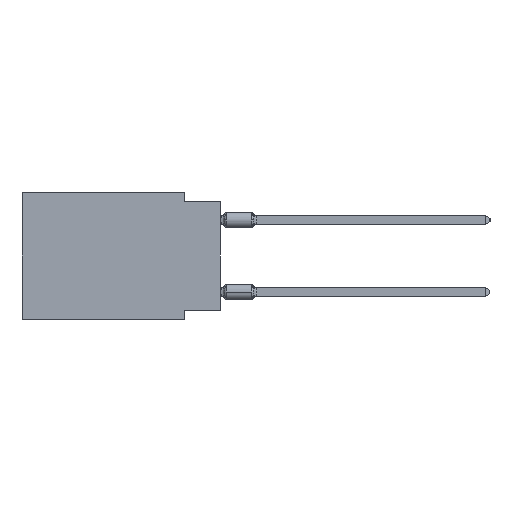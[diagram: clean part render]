
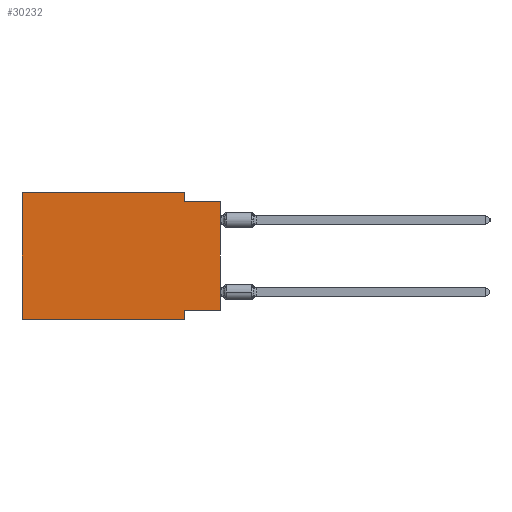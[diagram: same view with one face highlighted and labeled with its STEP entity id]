
A CAD part, left-side view. The second image highlights one B-rep face of the part: STEP entity #30232.
In plain terms, the highlighted planar face has unit normal (-1, 0, 0).
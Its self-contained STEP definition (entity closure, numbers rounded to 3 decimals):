
#608 = CARTESIAN_POINT ( 'NONE',  ( 0., 0., -0.635 ) ) ;
#1193 = CARTESIAN_POINT ( 'NONE',  ( 0., 0., 0. ) ) ;
#2237 = VECTOR ( 'NONE', #39397, 1000. ) ;
#8346 = VERTEX_POINT ( 'NONE', #11458 ) ;
#11458 = CARTESIAN_POINT ( 'NONE',  ( 0., 13.97, 0. ) ) ;
#11649 = CARTESIAN_POINT ( 'NONE',  ( 0., 2.54, -8.89 ) ) ;
#12678 = DIRECTION ( 'NONE',  ( 0., 0., 1. ) ) ;
#13351 = CARTESIAN_POINT ( 'NONE',  ( 0., 0., -8.255 ) ) ;
#14405 = VECTOR ( 'NONE', #31777, 1000. ) ;
#15231 = LINE ( 'NONE', #56045, #34837 ) ;
#16111 = LINE ( 'NONE', #31440, #14405 ) ;
#16508 = LINE ( 'NONE', #1193, #48783 ) ;
#16613 = DIRECTION ( 'NONE',  ( 0., -1., 0. ) ) ;
#17415 = DIRECTION ( 'NONE',  ( 1., 0., 0. ) ) ;
#17804 = CARTESIAN_POINT ( 'NONE',  ( 0., 13.97, -8.89 ) ) ;
#18104 = EDGE_CURVE ( 'NONE', #66456, #38438, #19434, .T. ) ;
#19101 = CARTESIAN_POINT ( 'NONE',  ( 0., 2.54, 0. ) ) ;
#19434 = LINE ( 'NONE', #19101, #68328 ) ;
#20435 = VERTEX_POINT ( 'NONE', #55984 ) ;
#22168 = ORIENTED_EDGE ( 'NONE', *, *, #29375, .F. ) ;
#25429 = CARTESIAN_POINT ( 'NONE',  ( 0., 2.54, 0. ) ) ;
#28061 = VECTOR ( 'NONE', #44995, 1000. ) ;
#29333 = LINE ( 'NONE', #40126, #28061 ) ;
#29375 = EDGE_CURVE ( 'NONE', #38438, #50780, #49003, .T. ) ;
#29840 = VECTOR ( 'NONE', #67598, 1000. ) ;
#30232 = ADVANCED_FACE ( 'NONE', ( #54674 ), #59882, .F. ) ;
#30794 = ORIENTED_EDGE ( 'NONE', *, *, #40587, .F. ) ;
#31440 = CARTESIAN_POINT ( 'NONE',  ( 0., 2.54, -8.89 ) ) ;
#31777 = DIRECTION ( 'NONE',  ( 0., 0., -1. ) ) ;
#32739 = DIRECTION ( 'NONE',  ( 0., 0., -1. ) ) ;
#34813 = ORIENTED_EDGE ( 'NONE', *, *, #18104, .F. ) ;
#34837 = VECTOR ( 'NONE', #68572, 1000. ) ;
#35574 = CARTESIAN_POINT ( 'NONE',  ( 0., 2.54, -0.635 ) ) ;
#38438 = VERTEX_POINT ( 'NONE', #35574 ) ;
#38542 = VECTOR ( 'NONE', #16613, 1000. ) ;
#39397 = DIRECTION ( 'NONE',  ( 0., -1., 0. ) ) ;
#39903 = EDGE_CURVE ( 'NONE', #20435, #8346, #29333, .T. ) ;
#40126 = CARTESIAN_POINT ( 'NONE',  ( 0., 13.97, 0. ) ) ;
#40587 = EDGE_CURVE ( 'NONE', #8346, #66456, #15231, .T. ) ;
#40838 = AXIS2_PLACEMENT_3D ( 'NONE', #43180, #17415, #32739 ) ;
#41761 = CARTESIAN_POINT ( 'NONE',  ( 0., 0., -0.635 ) ) ;
#43180 = CARTESIAN_POINT ( 'NONE',  ( 0., 13.97, 0. ) ) ;
#44995 = DIRECTION ( 'NONE',  ( 0., 0., 1. ) ) ;
#45123 = ORIENTED_EDGE ( 'NONE', *, *, #55265, .F. ) ;
#46067 = EDGE_CURVE ( 'NONE', #56579, #50780, #16508, .T. ) ;
#46103 = VERTEX_POINT ( 'NONE', #11649 ) ;
#46321 = EDGE_LOOP ( 'NONE', ( #47253, #22168, #34813, #30794, #55713, #61942, #67231, #45123 ) ) ;
#47253 = ORIENTED_EDGE ( 'NONE', *, *, #46067, .T. ) ;
#48783 = VECTOR ( 'NONE', #12678, 1000. ) ;
#49003 = LINE ( 'NONE', #608, #38542 ) ;
#50780 = VERTEX_POINT ( 'NONE', #41761 ) ;
#50859 = LINE ( 'NONE', #60651, #29840 ) ;
#52367 = EDGE_CURVE ( 'NONE', #20435, #46103, #66237, .T. ) ;
#54674 = FACE_OUTER_BOUND ( 'NONE', #46321, .T. ) ;
#55265 = EDGE_CURVE ( 'NONE', #56579, #60018, #50859, .T. ) ;
#55713 = ORIENTED_EDGE ( 'NONE', *, *, #39903, .F. ) ;
#55984 = CARTESIAN_POINT ( 'NONE',  ( 0., 13.97, -8.89 ) ) ;
#56045 = CARTESIAN_POINT ( 'NONE',  ( 0., 13.97, 0. ) ) ;
#56579 = VERTEX_POINT ( 'NONE', #13351 ) ;
#59882 = PLANE ( 'NONE',  #40838 ) ;
#60018 = VERTEX_POINT ( 'NONE', #66179 ) ;
#60651 = CARTESIAN_POINT ( 'NONE',  ( 0., 0., -8.255 ) ) ;
#61942 = ORIENTED_EDGE ( 'NONE', *, *, #52367, .T. ) ;
#62603 = EDGE_CURVE ( 'NONE', #60018, #46103, #16111, .T. ) ;
#66179 = CARTESIAN_POINT ( 'NONE',  ( 0., 2.54, -8.255 ) ) ;
#66237 = LINE ( 'NONE', #17804, #2237 ) ;
#66456 = VERTEX_POINT ( 'NONE', #25429 ) ;
#66466 = DIRECTION ( 'NONE',  ( 0., 0., -1. ) ) ;
#67231 = ORIENTED_EDGE ( 'NONE', *, *, #62603, .F. ) ;
#67598 = DIRECTION ( 'NONE',  ( 0., 1., 0. ) ) ;
#68328 = VECTOR ( 'NONE', #66466, 1000. ) ;
#68572 = DIRECTION ( 'NONE',  ( 0., -1., 0. ) ) ;
